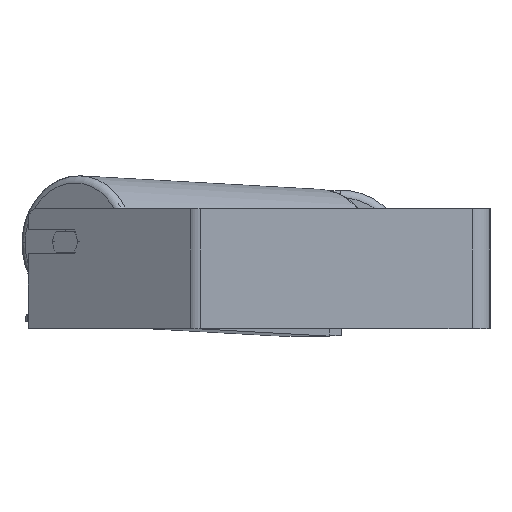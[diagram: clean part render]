
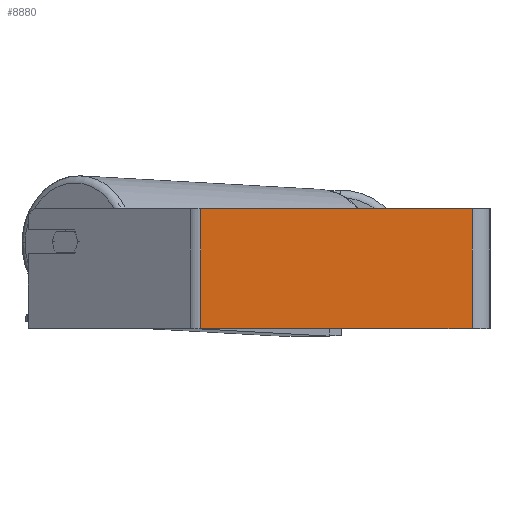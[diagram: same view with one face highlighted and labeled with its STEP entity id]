
A CAD part, left-side view. The second image highlights one B-rep face of the part: STEP entity #8880.
In plain terms, the highlighted planar face has unit normal (-1, 0, 0).
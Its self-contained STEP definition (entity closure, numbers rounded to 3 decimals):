
#464 = ORIENTED_EDGE ( 'NONE', *, *, #5283, .F. ) ;
#486 = VERTEX_POINT ( 'NONE', #7966 ) ;
#790 = DIRECTION ( 'NONE',  ( 0., 0., -1. ) ) ;
#1027 = EDGE_CURVE ( 'NONE', #1523, #7432, #5011, .T. ) ;
#1480 = EDGE_CURVE ( 'NONE', #7432, #486, #5674, .T. ) ;
#1487 = VECTOR ( 'NONE', #7420, 1000. ) ;
#1523 = VERTEX_POINT ( 'NONE', #1652 ) ;
#1558 = DIRECTION ( 'NONE',  ( 0., -1., 0. ) ) ;
#1652 = CARTESIAN_POINT ( 'NONE',  ( -490., 193.285, 40. ) ) ;
#2044 = ORIENTED_EDGE ( 'NONE', *, *, #1027, .T. ) ;
#3270 = EDGE_LOOP ( 'NONE', ( #8432, #464, #7050, #2044 ) ) ;
#3571 = CARTESIAN_POINT ( 'NONE',  ( -490., 193.285, -40. ) ) ;
#3696 = CARTESIAN_POINT ( 'NONE',  ( -490., 193.285, 40. ) ) ;
#4402 = DIRECTION ( 'NONE',  ( 0., -1., 0. ) ) ;
#4495 = LINE ( 'NONE', #4977, #8525 ) ;
#4834 = VECTOR ( 'NONE', #7706, 1000. ) ;
#4977 = CARTESIAN_POINT ( 'NONE',  ( -490., 197.068, 40. ) ) ;
#5005 = PLANE ( 'NONE',  #5339 ) ;
#5011 = LINE ( 'NONE', #3696, #4834 ) ;
#5283 = EDGE_CURVE ( 'NONE', #7391, #486, #8250, .T. ) ;
#5339 = AXIS2_PLACEMENT_3D ( 'NONE', #6323, #8429, #790 ) ;
#5373 = CARTESIAN_POINT ( 'NONE',  ( -490., 12., 40. ) ) ;
#5640 = FACE_OUTER_BOUND ( 'NONE', #3270, .T. ) ;
#5674 = LINE ( 'NONE', #7830, #8183 ) ;
#6323 = CARTESIAN_POINT ( 'NONE',  ( -490., 197.068, 40. ) ) ;
#6361 = EDGE_CURVE ( 'NONE', #1523, #7391, #4495, .T. ) ;
#7050 = ORIENTED_EDGE ( 'NONE', *, *, #6361, .F. ) ;
#7391 = VERTEX_POINT ( 'NONE', #7632 ) ;
#7420 = DIRECTION ( 'NONE',  ( 0., 0., -1. ) ) ;
#7432 = VERTEX_POINT ( 'NONE', #3571 ) ;
#7632 = CARTESIAN_POINT ( 'NONE',  ( -490., 12., 40. ) ) ;
#7706 = DIRECTION ( 'NONE',  ( 0., 0., -1. ) ) ;
#7830 = CARTESIAN_POINT ( 'NONE',  ( -490., 197.068, -40. ) ) ;
#7966 = CARTESIAN_POINT ( 'NONE',  ( -490., 12., -40. ) ) ;
#8183 = VECTOR ( 'NONE', #1558, 1000. ) ;
#8250 = LINE ( 'NONE', #5373, #1487 ) ;
#8429 = DIRECTION ( 'NONE',  ( 1., 0., 0. ) ) ;
#8432 = ORIENTED_EDGE ( 'NONE', *, *, #1480, .T. ) ;
#8525 = VECTOR ( 'NONE', #4402, 1000. ) ;
#8880 = ADVANCED_FACE ( 'NONE', ( #5640 ), #5005, .F. ) ;
